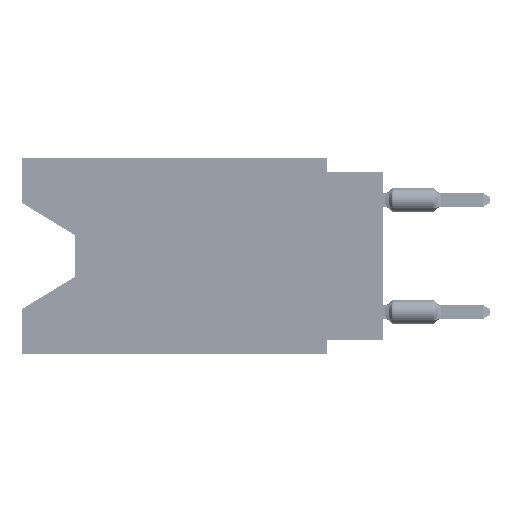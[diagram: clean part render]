
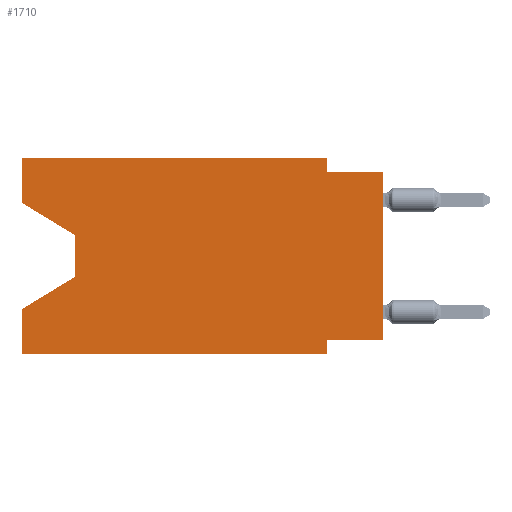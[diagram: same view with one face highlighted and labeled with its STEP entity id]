
A CAD part, left-side view. The second image highlights one B-rep face of the part: STEP entity #1710.
In plain terms, the highlighted planar face has unit normal (-1, 0, 0).
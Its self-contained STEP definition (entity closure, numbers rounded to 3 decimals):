
#325 = DIRECTION ( 'NONE',  ( 0., 0., -1. ) ) ;
#930 = ORIENTED_EDGE ( 'NONE', *, *, #62411, .F. ) ;
#1694 = DIRECTION ( 'NONE',  ( 0., 0., -1. ) ) ;
#1710 = ADVANCED_FACE ( 'NONE', ( #78360 ), #26054, .F. ) ;
#3293 = VERTEX_POINT ( 'NONE', #68115 ) ;
#5175 = DIRECTION ( 'NONE',  ( 1., 0., 0. ) ) ;
#5535 = VECTOR ( 'NONE', #1694, 1000. ) ;
#6601 = EDGE_CURVE ( 'NONE', #17617, #87206, #85772, .T. ) ;
#7555 = LINE ( 'NONE', #15296, #5535 ) ;
#11757 = VERTEX_POINT ( 'NONE', #95751 ) ;
#12779 = CARTESIAN_POINT ( 'NONE',  ( 0., 16.383, 0. ) ) ;
#13607 = DIRECTION ( 'NONE',  ( 0., 0., -1. ) ) ;
#13990 = DIRECTION ( 'NONE',  ( 0., -0.855, -0.519 ) ) ;
#14977 = EDGE_LOOP ( 'NONE', ( #54883, #20253, #30354, #34405, #60196, #62620, #73768, #91831, #27303, #43456, #27463, #930 ) ) ;
#15296 = CARTESIAN_POINT ( 'NONE',  ( 0., 2.54, 0. ) ) ;
#15676 = CARTESIAN_POINT ( 'NONE',  ( 0., 2.54, -8.89 ) ) ;
#16246 = VERTEX_POINT ( 'NONE', #81776 ) ;
#16505 = DIRECTION ( 'NONE',  ( 0., 0.855, -0.519 ) ) ;
#16597 = LINE ( 'NONE', #59744, #93245 ) ;
#17617 = VERTEX_POINT ( 'NONE', #76419 ) ;
#18439 = DIRECTION ( 'NONE',  ( 0., 0., 1. ) ) ;
#19459 = CARTESIAN_POINT ( 'NONE',  ( 0., 16.383, -8.89 ) ) ;
#19482 = CARTESIAN_POINT ( 'NONE',  ( 0., 0., -0.635 ) ) ;
#20253 = ORIENTED_EDGE ( 'NONE', *, *, #92092, .T. ) ;
#21737 = EDGE_CURVE ( 'NONE', #17617, #30960, #42701, .T. ) ;
#26054 = PLANE ( 'NONE',  #88403 ) ;
#27001 = VERTEX_POINT ( 'NONE', #81180 ) ;
#27303 = ORIENTED_EDGE ( 'NONE', *, *, #69541, .F. ) ;
#27463 = ORIENTED_EDGE ( 'NONE', *, *, #41812, .F. ) ;
#30354 = ORIENTED_EDGE ( 'NONE', *, *, #71087, .T. ) ;
#30741 = CARTESIAN_POINT ( 'NONE',  ( 0., 16.383, 0. ) ) ;
#30960 = VERTEX_POINT ( 'NONE', #15676 ) ;
#34405 = ORIENTED_EDGE ( 'NONE', *, *, #6601, .F. ) ;
#35565 = LINE ( 'NONE', #12779, #48717 ) ;
#35810 = CARTESIAN_POINT ( 'NONE',  ( 0., 16.383, -2.038 ) ) ;
#36293 = LINE ( 'NONE', #35810, #57825 ) ;
#36756 = DIRECTION ( 'NONE',  ( 0., -1., 0. ) ) ;
#38897 = VECTOR ( 'NONE', #36756, 1000. ) ;
#40285 = CARTESIAN_POINT ( 'NONE',  ( 0., 2.54, 0. ) ) ;
#41812 = EDGE_CURVE ( 'NONE', #79782, #93169, #51747, .T. ) ;
#42023 = CARTESIAN_POINT ( 'NONE',  ( 0., 16.383, 0. ) ) ;
#42679 = LINE ( 'NONE', #94526, #55724 ) ;
#42701 = LINE ( 'NONE', #19459, #88206 ) ;
#43297 = DIRECTION ( 'NONE',  ( 0., 0., 1. ) ) ;
#43456 = ORIENTED_EDGE ( 'NONE', *, *, #86688, .F. ) ;
#43650 = DIRECTION ( 'NONE',  ( 0., -1., 0. ) ) ;
#45673 = CARTESIAN_POINT ( 'NONE',  ( 0., 16.383, -6.852 ) ) ;
#47513 = CARTESIAN_POINT ( 'NONE',  ( 0., 16.383, 0. ) ) ;
#48717 = VECTOR ( 'NONE', #43297, 1000. ) ;
#49803 = CARTESIAN_POINT ( 'NONE',  ( 0., 13.97, -5.385 ) ) ;
#50739 = CARTESIAN_POINT ( 'NONE',  ( 0., 0., -8.255 ) ) ;
#51747 = LINE ( 'NONE', #88585, #38897 ) ;
#54286 = LINE ( 'NONE', #82411, #78219 ) ;
#54767 = EDGE_CURVE ( 'NONE', #3293, #30960, #42679, .T. ) ;
#54883 = ORIENTED_EDGE ( 'NONE', *, *, #68864, .T. ) ;
#55167 = CARTESIAN_POINT ( 'NONE',  ( 0., 13.97, -3.505 ) ) ;
#55724 = VECTOR ( 'NONE', #13607, 1000. ) ;
#56773 = LINE ( 'NONE', #19482, #76425 ) ;
#57825 = VECTOR ( 'NONE', #13990, 1000. ) ;
#58005 = LINE ( 'NONE', #50739, #61907 ) ;
#58494 = DIRECTION ( 'NONE',  ( 0., 1., 0. ) ) ;
#59640 = VECTOR ( 'NONE', #18439, 1000. ) ;
#59744 = CARTESIAN_POINT ( 'NONE',  ( 0., 0., 0. ) ) ;
#60196 = ORIENTED_EDGE ( 'NONE', *, *, #21737, .T. ) ;
#61907 = VECTOR ( 'NONE', #58494, 1000. ) ;
#62411 = EDGE_CURVE ( 'NONE', #11757, #79782, #35565, .T. ) ;
#62620 = ORIENTED_EDGE ( 'NONE', *, *, #54767, .F. ) ;
#63095 = DIRECTION ( 'NONE',  ( 0., -1., 0. ) ) ;
#64286 = DIRECTION ( 'NONE',  ( 0., 0., -1. ) ) ;
#65750 = CARTESIAN_POINT ( 'NONE',  ( 0., 13.97, -3.505 ) ) ;
#68115 = CARTESIAN_POINT ( 'NONE',  ( 0., 2.54, -8.255 ) ) ;
#68284 = EDGE_CURVE ( 'NONE', #27001, #16246, #16597, .T. ) ;
#68864 = EDGE_CURVE ( 'NONE', #11757, #77904, #36293, .T. ) ;
#69541 = EDGE_CURVE ( 'NONE', #75154, #16246, #56773, .T. ) ;
#71087 = EDGE_CURVE ( 'NONE', #87836, #87206, #54286, .T. ) ;
#73768 = ORIENTED_EDGE ( 'NONE', *, *, #92104, .F. ) ;
#75154 = VERTEX_POINT ( 'NONE', #83715 ) ;
#76419 = CARTESIAN_POINT ( 'NONE',  ( 0., 16.383, -8.89 ) ) ;
#76425 = VECTOR ( 'NONE', #63095, 1000. ) ;
#77177 = VECTOR ( 'NONE', #325, 1000. ) ;
#77904 = VERTEX_POINT ( 'NONE', #55167 ) ;
#78219 = VECTOR ( 'NONE', #16505, 1000. ) ;
#78360 = FACE_OUTER_BOUND ( 'NONE', #14977, .T. ) ;
#79782 = VERTEX_POINT ( 'NONE', #30741 ) ;
#81180 = CARTESIAN_POINT ( 'NONE',  ( 0., 0., -8.255 ) ) ;
#81248 = LINE ( 'NONE', #65750, #77177 ) ;
#81776 = CARTESIAN_POINT ( 'NONE',  ( 0., 0., -0.635 ) ) ;
#82411 = CARTESIAN_POINT ( 'NONE',  ( 0., 13.97, -5.385 ) ) ;
#83715 = CARTESIAN_POINT ( 'NONE',  ( 0., 2.54, -0.635 ) ) ;
#85772 = LINE ( 'NONE', #47513, #59640 ) ;
#86688 = EDGE_CURVE ( 'NONE', #93169, #75154, #7555, .T. ) ;
#87206 = VERTEX_POINT ( 'NONE', #45673 ) ;
#87836 = VERTEX_POINT ( 'NONE', #49803 ) ;
#88206 = VECTOR ( 'NONE', #43650, 1000. ) ;
#88403 = AXIS2_PLACEMENT_3D ( 'NONE', #42023, #5175, #64286 ) ;
#88585 = CARTESIAN_POINT ( 'NONE',  ( 0., 16.383, 0. ) ) ;
#89328 = DIRECTION ( 'NONE',  ( 0., 0., 1. ) ) ;
#91831 = ORIENTED_EDGE ( 'NONE', *, *, #68284, .T. ) ;
#92092 = EDGE_CURVE ( 'NONE', #77904, #87836, #81248, .T. ) ;
#92104 = EDGE_CURVE ( 'NONE', #27001, #3293, #58005, .T. ) ;
#93169 = VERTEX_POINT ( 'NONE', #40285 ) ;
#93245 = VECTOR ( 'NONE', #89328, 1000. ) ;
#94526 = CARTESIAN_POINT ( 'NONE',  ( 0., 2.54, -8.89 ) ) ;
#95751 = CARTESIAN_POINT ( 'NONE',  ( 0., 16.383, -2.038 ) ) ;
